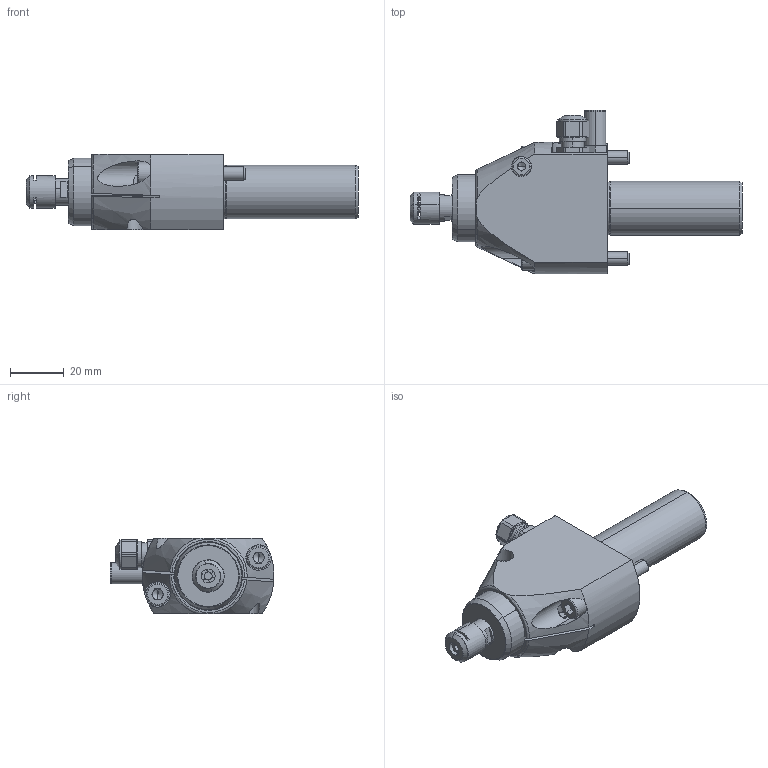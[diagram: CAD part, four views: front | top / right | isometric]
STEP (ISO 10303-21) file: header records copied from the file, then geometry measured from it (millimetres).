
FILE_DESCRIPTION (( 'STEP AP203' ), '1' );
FILE_NAME ('025S060S-92-.STEP', '2012-04-26T09:32:06', ( 'FM10CAD1' ), ( 'IBAG Switzerland AG' ), 'SwSTEP 2.0', 'SolidWorks 2010', '' );
FILE_SCHEMA (( 'CONFIG_CONTROL_DESIGN' ));
Length unit declared in the file: millimetre
Products named in the file (1): 025S060S-92-
Bounding box: 123.48 x 60.97 x 28 mm (x, y, z)
Surface area: 22296.6 mm2 (no closed solid volume)
Topology: 0 solids, 21 shells, 272 faces, 833 edges, 568 vertices
Faces by surface type: plane 109, cylinder 90, cone 47, torus 25, bspline 1
Entity records: 9923 total; most frequent: CARTESIAN_POINT 2355, DIRECTION 1678, ORIENTED_EDGE 1382, EDGE_CURVE 825, AXIS2_PLACEMENT_3D 660, VERTEX_POINT 568, CIRCLE 388, VECTOR 358
